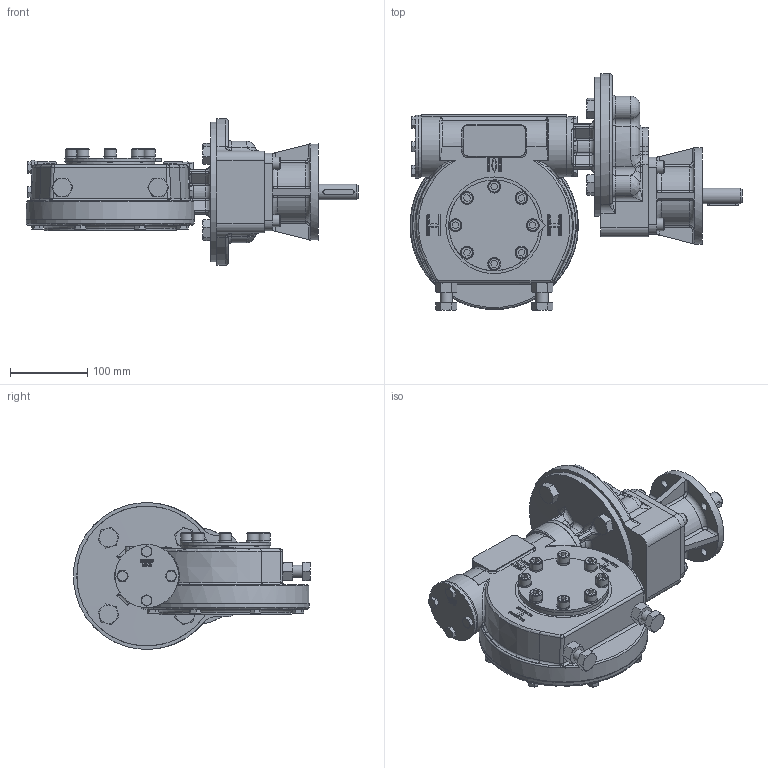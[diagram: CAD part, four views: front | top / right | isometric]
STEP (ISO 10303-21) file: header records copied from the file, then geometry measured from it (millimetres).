
FILE_DESCRIPTION(/* description */ ('Unknown'),/* implementation_level */ '2;1');
FILE_NAME(/* name */ 'PUB-IW4-IR1S simplified',/* time_stamp */ '2021-04-29T12:58:08+01:00',/* author */ ('Unknown'),/* organization */ ('Unknown'),/* preprocessor_version */ 'ST-DEVELOPER v16.7',/* originating_system */ 'Solid Edge',/* authorisation */ 'Unknown');
FILE_SCHEMA (('AUTOMOTIVE_DESIGN {1 0 10303 214 3 1 1}'));
Products named in the file (1): PUB-IW4-IR1S simplified
Bounding box: 429.43 x 306.28 x 189.82 mm (x, y, z)
Volume: 3375903.1 mm3; surface area: 794502.8 mm2
Topology: 62 solids, 62 shells, 2955 faces, 7283 edges, 4545 vertices
Faces by surface type: plane 1526, cylinder 497, bspline 359, cone 300, torus 237, sphere 36
Full cylindrical faces by diameter (mm): 6.8 x16, 8 x24, 8.1 x8, 8.376 x12, 8.5 x16, 10 x20, 10.5 x16, 10.7 x8, 11 x8, 13.835 x4, 14 x4, 16 x18, 16.5 x4, 16.6 x8, 20 x4, 20.75 x1, 21 x1, 25 x1, 30 x4, 34 x2, 35 x1, 35.105 x1, 37 x1, 38 x1, 42 x2, 44.5 x1, 44.6 x1, 50 x6, 62 x2, 66 x1
Entity records: 107409 total; most frequent: CARTESIAN_POINT 29510, ORIENTED_EDGE 13218, DIRECTION 10880, EDGE_CURVE 6609, VERTEX_POINT 4393, AXIS2_PLACEMENT_3D 4355, FACE_BOUND 3718, EDGE_LOOP 3700
